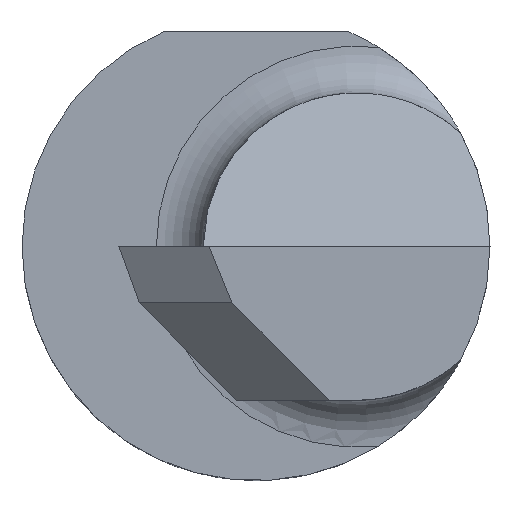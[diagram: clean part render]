
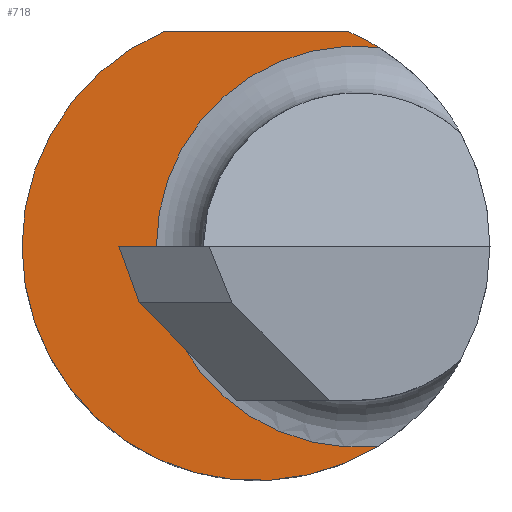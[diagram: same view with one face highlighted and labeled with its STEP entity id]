
A CAD part, left-side view. The second image highlights one B-rep face of the part: STEP entity #718.
In plain terms, the highlighted planar face has unit normal (-1, 0, 0).
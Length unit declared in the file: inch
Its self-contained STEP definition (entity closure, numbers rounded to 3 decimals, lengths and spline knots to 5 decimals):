
#30 = PLANE ( 'NONE',  #301 ) ;
#43 = VERTEX_POINT ( 'NONE', #366 ) ;
#57 = EDGE_CURVE ( 'NONE', #523, #43, #499, .T. ) ;
#58 = DIRECTION ( 'NONE',  ( 1., 0., 0. ) ) ;
#84 = ORIENTED_EDGE ( 'NONE', *, *, #57, .T. ) ;
#104 = FACE_OUTER_BOUND ( 'NONE', #585, .T. ) ;
#112 = DIRECTION ( 'NONE',  ( 0., -1., 0. ) ) ;
#127 = EDGE_CURVE ( 'NONE', #523, #613, #170, .T. ) ;
#169 = AXIS2_PLACEMENT_3D ( 'NONE', #253, #514, #782 ) ;
#170 = CIRCLE ( 'NONE', #451, 0.12485 ) ;
#253 = CARTESIAN_POINT ( 'NONE',  ( -1.625, -0.05385, 0. ) ) ;
#290 = CIRCLE ( 'NONE', #771, 0.12485 ) ;
#301 = AXIS2_PLACEMENT_3D ( 'NONE', #835, #587, #788 ) ;
#326 = ORIENTED_EDGE ( 'NONE', *, *, #127, .F. ) ;
#358 = CARTESIAN_POINT ( 'NONE',  ( -1.625, -0.06535, 0.10638 ) ) ;
#366 = CARTESIAN_POINT ( 'NONE',  ( -1.625, 0.04896, 0.11485 ) ) ;
#370 = CIRCLE ( 'NONE', #169, 0.107 ) ;
#377 = ORIENTED_EDGE ( 'NONE', *, *, #793, .F. ) ;
#402 = ORIENTED_EDGE ( 'NONE', *, *, #826, .F. ) ;
#420 = CARTESIAN_POINT ( 'NONE',  ( -1.625, -0.06535, -0.10638 ) ) ;
#438 = DIRECTION ( 'NONE',  ( 0., 1., 0. ) ) ;
#444 = CARTESIAN_POINT ( 'NONE',  ( -1.625, 0., 0. ) ) ;
#450 = AXIS2_PLACEMENT_3D ( 'NONE', #444, #456, #501 ) ;
#451 = AXIS2_PLACEMENT_3D ( 'NONE', #769, #845, #112 ) ;
#456 = DIRECTION ( 'NONE',  ( 1., 0., 0. ) ) ;
#488 = ORIENTED_EDGE ( 'NONE', *, *, #637, .F. ) ;
#499 = LINE ( 'NONE', #571, #732 ) ;
#501 = DIRECTION ( 'NONE',  ( 0., -1., 0. ) ) ;
#508 = VERTEX_POINT ( 'NONE', #420 ) ;
#514 = DIRECTION ( 'NONE',  ( -1., 0., 0. ) ) ;
#523 = VERTEX_POINT ( 'NONE', #763 ) ;
#571 = CARTESIAN_POINT ( 'NONE',  ( -1.625, 0.14985, 0.11485 ) ) ;
#585 = EDGE_LOOP ( 'NONE', ( #377, #326, #84, #402, #488 ) ) ;
#587 = DIRECTION ( 'NONE',  ( -1., 0., 0. ) ) ;
#605 = VERTEX_POINT ( 'NONE', #816 ) ;
#613 = VERTEX_POINT ( 'NONE', #358 ) ;
#637 = EDGE_CURVE ( 'NONE', #508, #605, #829, .T. ) ;
#661 = DIRECTION ( 'NONE',  ( 0., -1., 0. ) ) ;
#718 = ADVANCED_FACE ( 'NONE', ( #104 ), #30, .T. ) ;
#732 = VECTOR ( 'NONE', #438, 39.37008 ) ;
#733 = CARTESIAN_POINT ( 'NONE',  ( -1.625, 0., 0. ) ) ;
#763 = CARTESIAN_POINT ( 'NONE',  ( -1.625, -0.04896, 0.11485 ) ) ;
#769 = CARTESIAN_POINT ( 'NONE',  ( -1.625, 0., 0. ) ) ;
#771 = AXIS2_PLACEMENT_3D ( 'NONE', #733, #58, #661 ) ;
#782 = DIRECTION ( 'NONE',  ( 0., -1., 0. ) ) ;
#788 = DIRECTION ( 'NONE',  ( 0., -1., 0. ) ) ;
#793 = EDGE_CURVE ( 'NONE', #613, #508, #370, .T. ) ;
#816 = CARTESIAN_POINT ( 'NONE',  ( -1.625, 0.12485, 0. ) ) ;
#826 = EDGE_CURVE ( 'NONE', #605, #43, #290, .T. ) ;
#829 = CIRCLE ( 'NONE', #450, 0.12485 ) ;
#835 = CARTESIAN_POINT ( 'NONE',  ( -1.625, 0.12485, 0. ) ) ;
#845 = DIRECTION ( 'NONE',  ( 1., 0., 0. ) ) ;
